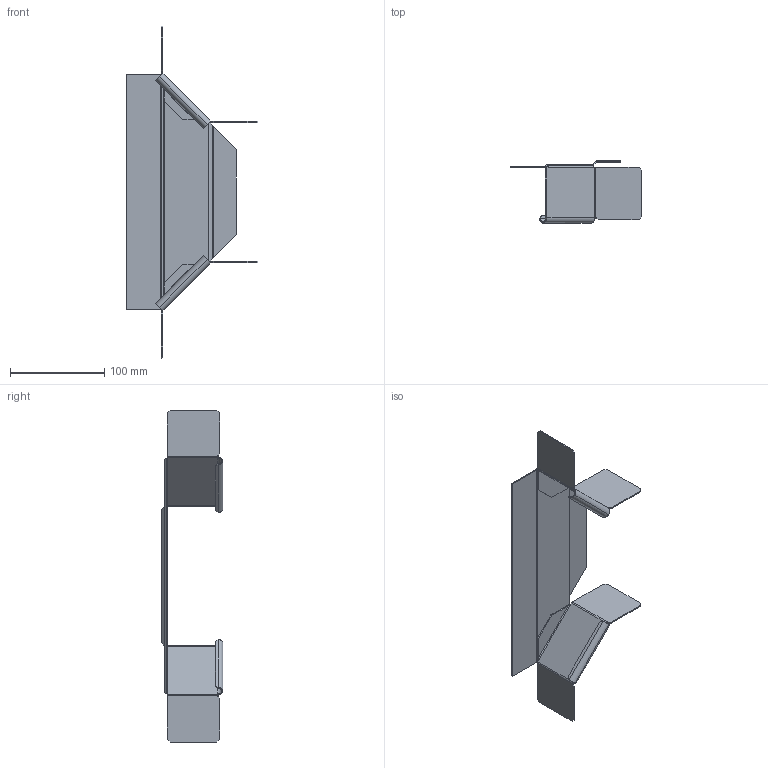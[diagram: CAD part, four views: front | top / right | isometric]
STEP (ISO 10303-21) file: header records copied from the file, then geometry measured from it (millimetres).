
FILE_DESCRIPTION((''),'2;1');
FILE_NAME('6040411_ORG_ASM','2012-06-21T',('AndreasKeweloh'),(''),'PRO/ENGINEER BY PARAMETRIC TECHNOLOGY CORPORATION, 2012060','PRO/ENGINEER BY PARAMETRIC TECHNOLOGY CORPORATION, 2012060','');
FILE_SCHEMA(('CONFIG_CONTROL_DESIGN'));
Length unit declared in the file: millimetre
Products named in the file (5): BODENBLECH-150; WINKELVERBINDER-90_S_0; WINKELVERBINDER_1_ASM; ANBAU-ABZWEIGST_S__CK-60X150_ASM; 6040411_ORG_ASM
Assembly tree (5 placements, depth 4):
  6040411_ORG_ASM
    ANBAU-ABZWEIGST_S__CK-60X150_ASM
      BODENBLECH-150
      WINKELVERBINDER_1_ASM  x2
        WINKELVERBINDER-90_S_0
Bounding box: 140.09 x 65.75 x 352.47 mm (x, y, z)
Volume: 52616.8 mm3; surface area: 95436.7 mm2
Topology: 3 solids, 3 shells, 136 faces, 340 edges, 206 vertices
Faces by surface type: plane 82, cylinder 32, bspline 18, torus 4
Entity records: 4092 total; most frequent: CARTESIAN_POINT 1993, ORIENTED_EDGE 424, DIRECTION 388, EDGE_CURVE 212, VECTOR 164, LINE 164, VERTEX_POINT 130, AXIS2_PLACEMENT_3D 112
